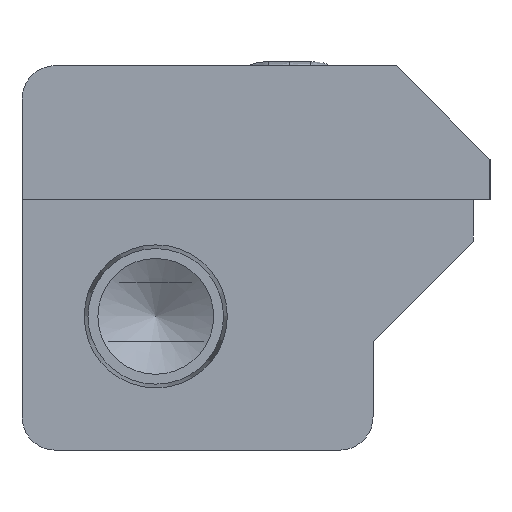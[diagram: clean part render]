
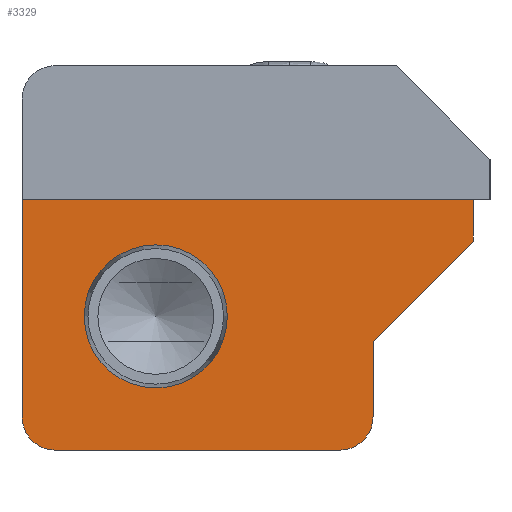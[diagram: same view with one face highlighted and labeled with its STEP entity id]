
A CAD part, left-side view. The second image highlights one B-rep face of the part: STEP entity #3329.
In plain terms, the highlighted planar face has unit normal (-1, 0, 0).
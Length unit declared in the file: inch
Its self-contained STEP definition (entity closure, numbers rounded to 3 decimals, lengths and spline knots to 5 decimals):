
#3136=CARTESIAN_POINT('',(-66.15499,18.68917,-1.0935));
#3137=VERTEX_POINT('',#3136);
#3138=CARTESIAN_POINT('',(-66.15499,18.42167,-1.0935));
#3139=DIRECTION('',(1.0,0.0,0.0));
#3140=DIRECTION('',(0.0,1.0,0.0));
#3141=AXIS2_PLACEMENT_3D('',#3138,#3139,#3140);
#3142=CIRCLE('',#3141,0.26751);
#3143=EDGE_CURVE('',#3137,#3137,#3142,.T.);
#3253=CARTESIAN_POINT('',(-66.15499,18.14836,-1.07429));
#3254=DIRECTION('',(1.0,0.0,0.0));
#3255=DIRECTION('',(0.0,0.0,-1.0));
#3256=AXIS2_PLACEMENT_3D('',#3253,#3254,#3255);
#3257=PLANE('',#3256);
#3258=CARTESIAN_POINT('',(-66.15499,17.23417,-0.812));
#3259=VERTEX_POINT('',#3258);
#3260=CARTESIAN_POINT('',(-66.15499,17.60917,-1.187));
#3261=VERTEX_POINT('',#3260);
#3262=CARTESIAN_POINT('',(-66.15499,17.23417,-0.812));
#3263=DIRECTION('',(0.0,0.707,-0.707));
#3264=VECTOR('',#3263,0.53033);
#3265=LINE('',#3262,#3264);
#3266=EDGE_CURVE('',#3259,#3261,#3265,.T.);
#3267=ORIENTED_EDGE('',*,*,#3266,.F.);
#3268=CARTESIAN_POINT('',(-66.15499,17.23417,-0.656));
#3269=VERTEX_POINT('',#3268);
#3270=CARTESIAN_POINT('',(-66.15499,17.23417,-0.656));
#3271=DIRECTION('',(0.0,0.0,-1.0));
#3272=VECTOR('',#3271,0.156);
#3273=LINE('',#3270,#3272);
#3274=EDGE_CURVE('',#3269,#3259,#3273,.T.);
#3275=ORIENTED_EDGE('',*,*,#3274,.F.);
#3276=CARTESIAN_POINT('',(-66.15499,18.92167,-0.656));
#3277=VERTEX_POINT('',#3276);
#3278=CARTESIAN_POINT('',(-66.15499,18.92167,-0.656));
#3279=DIRECTION('',(0.0,-1.0,0.0));
#3280=VECTOR('',#3279,1.6875);
#3281=LINE('',#3278,#3280);
#3282=EDGE_CURVE('',#3277,#3269,#3281,.T.);
#3283=ORIENTED_EDGE('',*,*,#3282,.F.);
#3284=CARTESIAN_POINT('',(-66.15499,18.92167,-1.4685));
#3285=VERTEX_POINT('',#3284);
#3286=CARTESIAN_POINT('',(-66.15499,18.92167,-1.4685));
#3287=DIRECTION('',(0.0,0.0,1.0));
#3288=VECTOR('',#3287,0.8125);
#3289=LINE('',#3286,#3288);
#3290=EDGE_CURVE('',#3285,#3277,#3289,.T.);
#3291=ORIENTED_EDGE('',*,*,#3290,.F.);
#3292=CARTESIAN_POINT('',(-66.15499,18.79667,-1.5935));
#3293=VERTEX_POINT('',#3292);
#3294=CARTESIAN_POINT('',(-66.15499,18.79667,-1.4685));
#3295=DIRECTION('',(1.0,0.,0.));
#3296=DIRECTION('',(0.,0.707,-0.707));
#3297=AXIS2_PLACEMENT_3D('',#3294,#3295,#3296);
#3298=CIRCLE('',#3297,0.125);
#3299=EDGE_CURVE('',#3293,#3285,#3298,.T.);
#3300=ORIENTED_EDGE('',*,*,#3299,.F.);
#3301=CARTESIAN_POINT('',(-66.15499,17.73417,-1.5935));
#3302=VERTEX_POINT('',#3301);
#3303=CARTESIAN_POINT('',(-66.15499,17.73417,-1.5935));
#3304=DIRECTION('',(0.0,1.0,0.0));
#3305=VECTOR('',#3304,1.0625);
#3306=LINE('',#3303,#3305);
#3307=EDGE_CURVE('',#3302,#3293,#3306,.T.);
#3308=ORIENTED_EDGE('',*,*,#3307,.F.);
#3309=CARTESIAN_POINT('',(-66.15499,17.60917,-1.4685));
#3310=VERTEX_POINT('',#3309);
#3311=CARTESIAN_POINT('',(-66.15499,17.73417,-1.4685));
#3312=DIRECTION('',(1.0,0.,0.));
#3313=DIRECTION('',(0.,-0.707,-0.707));
#3314=AXIS2_PLACEMENT_3D('',#3311,#3312,#3313);
#3315=CIRCLE('',#3314,0.125);
#3316=EDGE_CURVE('',#3310,#3302,#3315,.T.);
#3317=ORIENTED_EDGE('',*,*,#3316,.F.);
#3318=CARTESIAN_POINT('',(-66.15499,17.60917,-1.187));
#3319=DIRECTION('',(0.0,0.0,-1.0));
#3320=VECTOR('',#3319,0.2815);
#3321=LINE('',#3318,#3320);
#3322=EDGE_CURVE('',#3261,#3310,#3321,.T.);
#3323=ORIENTED_EDGE('',*,*,#3322,.F.);
#3324=EDGE_LOOP('',(#3267,#3275,#3283,#3291,#3300,#3308,#3317,#3323));
#3325=FACE_OUTER_BOUND('',#3324,.T.);
#3326=ORIENTED_EDGE('',*,*,#3143,.T.);
#3327=EDGE_LOOP('',(#3326));
#3328=FACE_BOUND('',#3327,.T.);
#3329=ADVANCED_FACE('',(#3325,#3328),#3257,.F.);
